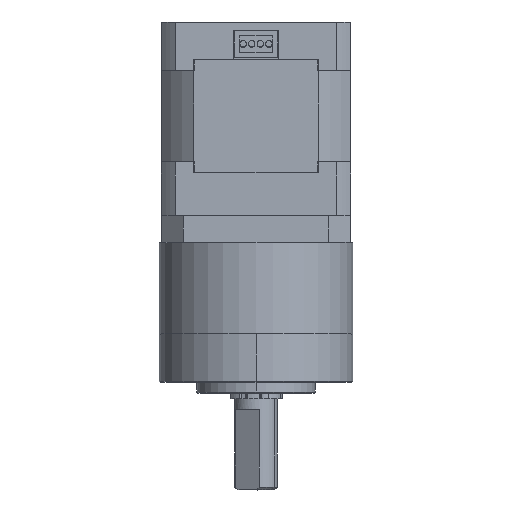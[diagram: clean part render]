
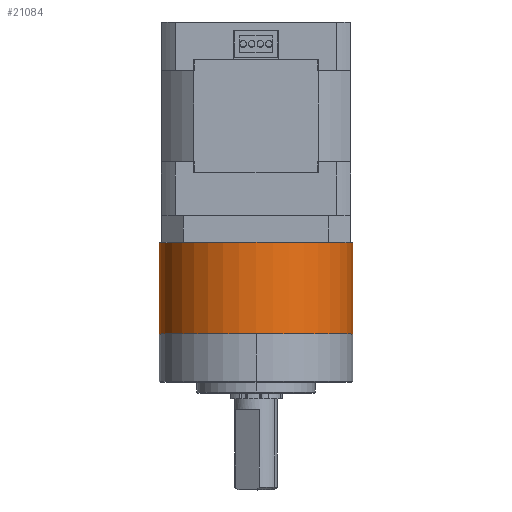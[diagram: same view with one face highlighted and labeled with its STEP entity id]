
A CAD part, top view. The second image highlights one B-rep face of the part: STEP entity #21084.
In plain terms, the highlighted cylindrical face has radius 18 mm (diameter 36 mm), a partial arc.
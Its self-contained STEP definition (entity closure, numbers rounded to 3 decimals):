
#17 = DIRECTION ( 'NONE',  ( 1., 0., 0. ) ) ;
#98 = ORIENTED_EDGE ( 'NONE', *, *, #8418, .F. ) ;
#2460 = CARTESIAN_POINT ( 'NONE',  ( -18., 0., 0. ) ) ;
#2794 = VERTEX_POINT ( 'NONE', #13244 ) ;
#3767 = VERTEX_POINT ( 'NONE', #24020 ) ;
#5235 = CIRCLE ( 'NONE', #6039, 18. ) ;
#5713 = EDGE_CURVE ( 'NONE', #9824, #2794, #5235, .T. ) ;
#6033 = ORIENTED_EDGE ( 'NONE', *, *, #15833, .T. ) ;
#6039 = AXIS2_PLACEMENT_3D ( 'NONE', #22775, #15434, #17 ) ;
#7113 = LINE ( 'NONE', #8711, #18756 ) ;
#8418 = EDGE_CURVE ( 'NONE', #24166, #2794, #7113, .T. ) ;
#8711 = CARTESIAN_POINT ( 'NONE',  ( 18., 0., 17. ) ) ;
#8781 = CARTESIAN_POINT ( 'NONE',  ( 0., 0., 17. ) ) ;
#9824 = VERTEX_POINT ( 'NONE', #2460 ) ;
#10414 = DIRECTION ( 'NONE',  ( 0., 0., -1. ) ) ;
#10673 = EDGE_CURVE ( 'NONE', #3767, #24166, #16302, .T. ) ;
#13034 = FACE_OUTER_BOUND ( 'NONE', #20952, .T. ) ;
#13244 = CARTESIAN_POINT ( 'NONE',  ( 18., 0., 0. ) ) ;
#15234 = DIRECTION ( 'NONE',  ( 0., 0., -1. ) ) ;
#15434 = DIRECTION ( 'NONE',  ( 0., 0., 1. ) ) ;
#15833 = EDGE_CURVE ( 'NONE', #3767, #9824, #17757, .T. ) ;
#16239 = DIRECTION ( 'NONE',  ( 0., 0., 1. ) ) ;
#16302 = CIRCLE ( 'NONE', #22570, 18. ) ;
#16469 = VECTOR ( 'NONE', #10414, 1000. ) ;
#17179 = CYLINDRICAL_SURFACE ( 'NONE', #23238, 18. ) ;
#17757 = LINE ( 'NONE', #17990, #16469 ) ;
#17843 = ORIENTED_EDGE ( 'NONE', *, *, #10673, .F. ) ;
#17990 = CARTESIAN_POINT ( 'NONE',  ( -18., 0., 17. ) ) ;
#18756 = VECTOR ( 'NONE', #21783, 1000. ) ;
#18895 = CARTESIAN_POINT ( 'NONE',  ( 0., 0., 17. ) ) ;
#20483 = DIRECTION ( 'NONE',  ( -1., 0., 0. ) ) ;
#20585 = CARTESIAN_POINT ( 'NONE',  ( 18., 0., 17. ) ) ;
#20952 = EDGE_LOOP ( 'NONE', ( #98, #17843, #6033, #21556 ) ) ;
#21084 = ADVANCED_FACE ( 'NONE', ( #13034 ), #17179, .T. ) ;
#21556 = ORIENTED_EDGE ( 'NONE', *, *, #5713, .T. ) ;
#21783 = DIRECTION ( 'NONE',  ( 0., 0., -1. ) ) ;
#22570 = AXIS2_PLACEMENT_3D ( 'NONE', #8781, #16239, #23696 ) ;
#22775 = CARTESIAN_POINT ( 'NONE',  ( 0., 0., 0. ) ) ;
#23238 = AXIS2_PLACEMENT_3D ( 'NONE', #18895, #15234, #20483 ) ;
#23696 = DIRECTION ( 'NONE',  ( 1., 0., 0. ) ) ;
#24020 = CARTESIAN_POINT ( 'NONE',  ( -18., 0., 17. ) ) ;
#24166 = VERTEX_POINT ( 'NONE', #20585 ) ;
